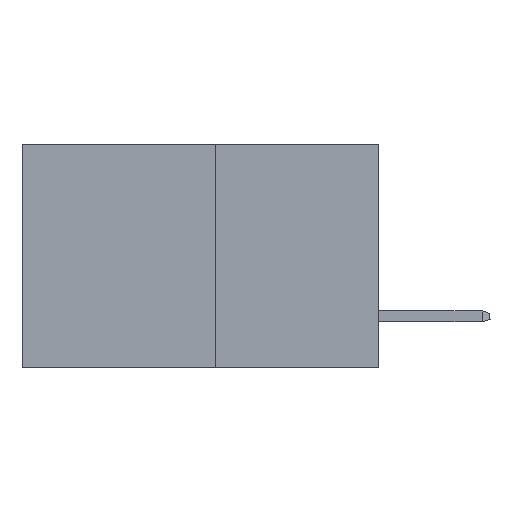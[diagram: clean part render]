
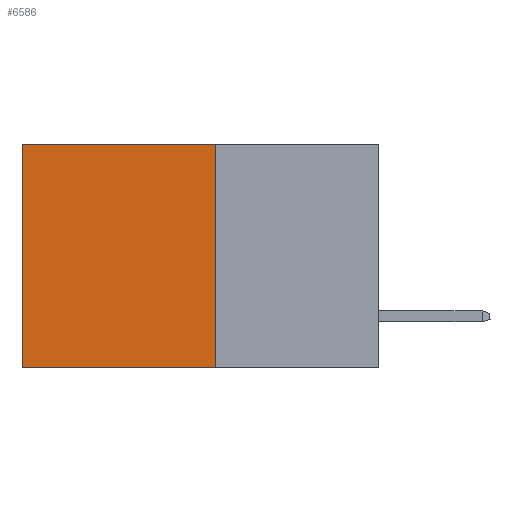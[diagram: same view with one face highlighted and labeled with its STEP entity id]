
A CAD part, left-side view. The second image highlights one B-rep face of the part: STEP entity #6586.
In plain terms, the highlighted planar face has unit normal (-1, 0, 0).
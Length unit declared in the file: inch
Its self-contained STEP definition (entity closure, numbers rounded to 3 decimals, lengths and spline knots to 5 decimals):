
#23 = ORIENTED_EDGE ( 'NONE', *, *, #6531, .T. ) ;
#123 = DIRECTION ( 'NONE',  ( 0., 1., 0. ) ) ;
#715 = EDGE_CURVE ( 'NONE', #7358, #8552, #4793, .T. ) ;
#2170 = LINE ( 'NONE', #3727, #7929 ) ;
#2493 = PLANE ( 'NONE',  #5906 ) ;
#2745 = EDGE_CURVE ( 'NONE', #6014, #7358, #2170, .T. ) ;
#3056 = ORIENTED_EDGE ( 'NONE', *, *, #12095, .T. ) ;
#3211 = ORIENTED_EDGE ( 'NONE', *, *, #715, .F. ) ;
#3506 = LINE ( 'NONE', #4574, #11518 ) ;
#3595 = DIRECTION ( 'NONE',  ( 0., 0., -1. ) ) ;
#3727 = CARTESIAN_POINT ( 'NONE',  ( 0.277, 0.27, -0.37 ) ) ;
#3910 = DIRECTION ( 'NONE',  ( 0., 0., -1. ) ) ;
#4121 = ORIENTED_EDGE ( 'NONE', *, *, #2745, .F. ) ;
#4574 = CARTESIAN_POINT ( 'NONE',  ( 0.277, 0.27, 0. ) ) ;
#4758 = CARTESIAN_POINT ( 'NONE',  ( 0.277, 0.59, -0.37 ) ) ;
#4793 = LINE ( 'NONE', #9918, #10045 ) ;
#5313 = EDGE_LOOP ( 'NONE', ( #3056, #3211, #4121, #23 ) ) ;
#5325 = VECTOR ( 'NONE', #13014, 39.37008 ) ;
#5906 = AXIS2_PLACEMENT_3D ( 'NONE', #10889, #9926, #3595 ) ;
#6014 = VERTEX_POINT ( 'NONE', #12816 ) ;
#6531 = EDGE_CURVE ( 'NONE', #6014, #11349, #3506, .T. ) ;
#6586 = ADVANCED_FACE ( 'NONE', ( #8219 ), #2493, .F. ) ;
#6943 = CARTESIAN_POINT ( 'NONE',  ( 0.277, 0.27, -0.37 ) ) ;
#7358 = VERTEX_POINT ( 'NONE', #6943 ) ;
#7929 = VECTOR ( 'NONE', #3910, 39.37008 ) ;
#8219 = FACE_OUTER_BOUND ( 'NONE', #5313, .T. ) ;
#8552 = VERTEX_POINT ( 'NONE', #11802 ) ;
#9659 = DIRECTION ( 'NONE',  ( 0., 1., 0. ) ) ;
#9918 = CARTESIAN_POINT ( 'NONE',  ( 0.277, 0.27, -0.37 ) ) ;
#9926 = DIRECTION ( 'NONE',  ( 1., 0., 0. ) ) ;
#10045 = VECTOR ( 'NONE', #9659, 39.37008 ) ;
#10889 = CARTESIAN_POINT ( 'NONE',  ( 0.277, 0.27, -0.37 ) ) ;
#11349 = VERTEX_POINT ( 'NONE', #13156 ) ;
#11518 = VECTOR ( 'NONE', #123, 39.37008 ) ;
#11802 = CARTESIAN_POINT ( 'NONE',  ( 0.277, 0.59, -0.37 ) ) ;
#12095 = EDGE_CURVE ( 'NONE', #11349, #8552, #13519, .T. ) ;
#12816 = CARTESIAN_POINT ( 'NONE',  ( 0.277, 0.27, 0. ) ) ;
#13014 = DIRECTION ( 'NONE',  ( 0., 0., -1. ) ) ;
#13156 = CARTESIAN_POINT ( 'NONE',  ( 0.277, 0.59, 0. ) ) ;
#13519 = LINE ( 'NONE', #4758, #5325 ) ;
